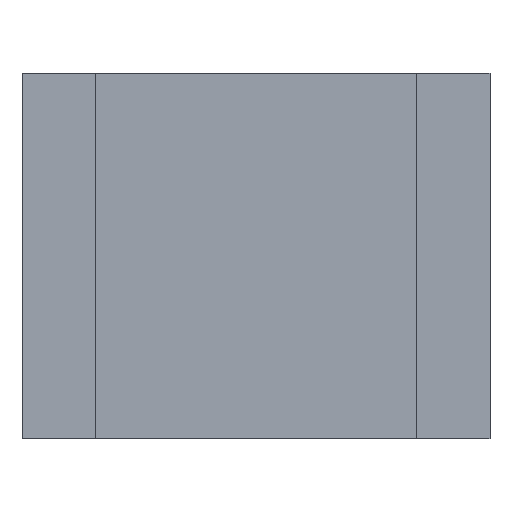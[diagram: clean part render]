
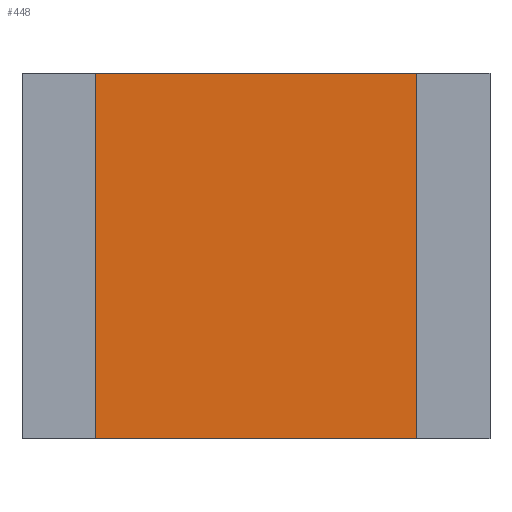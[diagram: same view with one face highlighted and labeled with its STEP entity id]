
A CAD part, front view. The second image highlights one B-rep face of the part: STEP entity #448.
In plain terms, the highlighted planar face has unit normal (0, -1, 0).
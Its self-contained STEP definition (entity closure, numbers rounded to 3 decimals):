
#44 = LINE ( 'NONE', #558, #313 ) ;
#109 = DIRECTION ( 'NONE',  ( 1., 0., 0. ) ) ;
#122 = LINE ( 'NONE', #1200, #485 ) ;
#126 = DIRECTION ( 'NONE',  ( 0., -1., 0. ) ) ;
#225 = CARTESIAN_POINT ( 'NONE',  ( -1.565, 0.035, -4.443 ) ) ;
#230 = CARTESIAN_POINT ( 'NONE',  ( -1.565, 0.035, -1.25 ) ) ;
#233 = LINE ( 'NONE', #230, #455 ) ;
#269 = DIRECTION ( 'NONE',  ( 1., 0., 0. ) ) ;
#313 = VECTOR ( 'NONE', #741, 1000. ) ;
#316 = EDGE_CURVE ( 'NONE', #471, #984, #122, .T. ) ;
#327 = CARTESIAN_POINT ( 'NONE',  ( -1.565, 0.035, 1.25 ) ) ;
#333 = DIRECTION ( 'NONE',  ( 1., 0., 0. ) ) ;
#357 = FACE_OUTER_BOUND ( 'NONE', #804, .T. ) ;
#376 = VERTEX_POINT ( 'NONE', #1219 ) ;
#421 = VERTEX_POINT ( 'NONE', #1052 ) ;
#431 = DIRECTION ( 'NONE',  ( 0., 0., 1. ) ) ;
#448 = ADVANCED_FACE ( 'NONE', ( #357 ), #512, .T. ) ;
#455 = VECTOR ( 'NONE', #333, 1000. ) ;
#457 = EDGE_CURVE ( 'NONE', #376, #421, #233, .T. ) ;
#471 = VERTEX_POINT ( 'NONE', #327 ) ;
#485 = VECTOR ( 'NONE', #269, 1000. ) ;
#512 = PLANE ( 'NONE',  #1176 ) ;
#546 = EDGE_CURVE ( 'NONE', #421, #984, #1216, .T. ) ;
#556 = CARTESIAN_POINT ( 'NONE',  ( 1.565, 0.035, 1.25 ) ) ;
#557 = EDGE_CURVE ( 'NONE', #376, #471, #44, .T. ) ;
#558 = CARTESIAN_POINT ( 'NONE',  ( -1.565, 0.035, -4.443 ) ) ;
#562 = ORIENTED_EDGE ( 'NONE', *, *, #316, .F. ) ;
#622 = VECTOR ( 'NONE', #431, 1000. ) ;
#652 = ORIENTED_EDGE ( 'NONE', *, *, #557, .F. ) ;
#741 = DIRECTION ( 'NONE',  ( 0., 0., 1. ) ) ;
#804 = EDGE_LOOP ( 'NONE', ( #652, #1159, #1185, #562 ) ) ;
#984 = VERTEX_POINT ( 'NONE', #556 ) ;
#987 = CARTESIAN_POINT ( 'NONE',  ( 1.565, 0.035, -4.443 ) ) ;
#1052 = CARTESIAN_POINT ( 'NONE',  ( 1.565, 0.035, -1.25 ) ) ;
#1159 = ORIENTED_EDGE ( 'NONE', *, *, #457, .T. ) ;
#1176 = AXIS2_PLACEMENT_3D ( 'NONE', #225, #126, #109 ) ;
#1185 = ORIENTED_EDGE ( 'NONE', *, *, #546, .T. ) ;
#1200 = CARTESIAN_POINT ( 'NONE',  ( -1.565, 0.035, 1.25 ) ) ;
#1216 = LINE ( 'NONE', #987, #622 ) ;
#1219 = CARTESIAN_POINT ( 'NONE',  ( -1.565, 0.035, -1.25 ) ) ;
